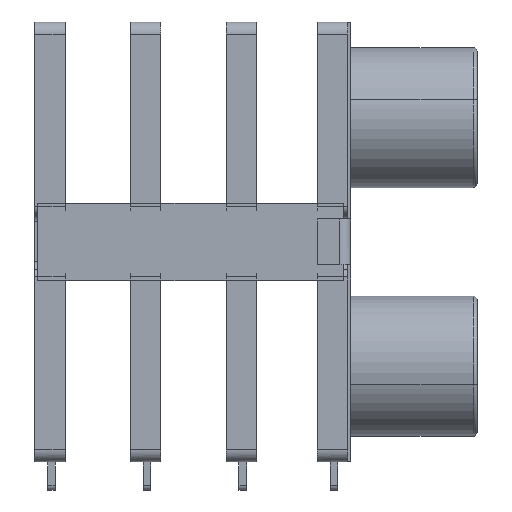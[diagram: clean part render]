
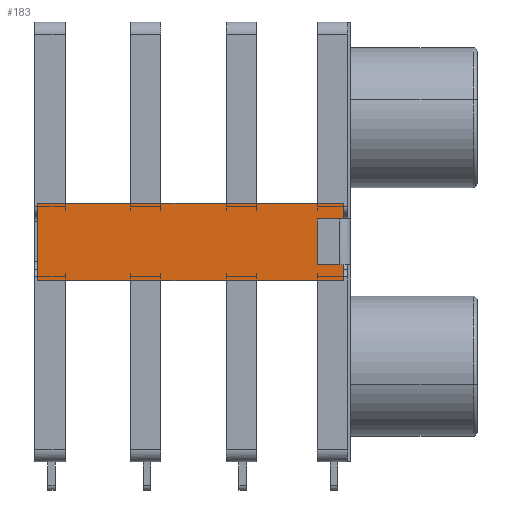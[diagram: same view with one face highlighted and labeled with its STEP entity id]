
A CAD part, front view. The second image highlights one B-rep face of the part: STEP entity #183.
In plain terms, the highlighted planar face has unit normal (0, -1, 0).
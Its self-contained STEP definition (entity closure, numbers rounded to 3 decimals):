
#12=B_SPLINE_CURVE_WITH_KNOTS('',1,(#7182,#7183),.UNSPECIFIED.,.F.,.F.,
(2,2),(0.,20.3),.UNSPECIFIED.);
#16=B_SPLINE_CURVE_WITH_KNOTS('',1,(#7190,#7191),.UNSPECIFIED.,.F.,.F.,
(2,2),(0.,5.134),.UNSPECIFIED.);
#19=B_SPLINE_CURVE_WITH_KNOTS('',1,(#7196,#7197),.UNSPECIFIED.,.F.,.F.,
(2,2),(0.,20.3),.UNSPECIFIED.);
#22=B_SPLINE_CURVE_WITH_KNOTS('',1,(#7202,#7203),.UNSPECIFIED.,.F.,.F.,
(2,2),(0.,5.134),.UNSPECIFIED.);
#183=ADVANCED_FACE('',(#521),#4531,.T.);
#521=FACE_OUTER_BOUND('',#865,.T.);
#865=EDGE_LOOP('',(#1455,#1456,#1457,#1458));
#1455=ORIENTED_EDGE('',*,*,#3149,.F.);
#1456=ORIENTED_EDGE('',*,*,#3146,.F.);
#1457=ORIENTED_EDGE('',*,*,#3143,.F.);
#1458=ORIENTED_EDGE('',*,*,#3139,.F.);
#3139=EDGE_CURVE('',#4011,#4012,#12,.T.);
#3143=EDGE_CURVE('',#4012,#4015,#16,.T.);
#3146=EDGE_CURVE('',#4015,#4017,#19,.T.);
#3149=EDGE_CURVE('',#4017,#4011,#22,.T.);
#4011=VERTEX_POINT('',#7174);
#4012=VERTEX_POINT('',#7175);
#4015=VERTEX_POINT('',#7178);
#4017=VERTEX_POINT('',#7180);
#4531=PLANE('',#5786);
#5786=AXIS2_PLACEMENT_3D('',#7172,#5836,$);
#5836=DIRECTION('',(0.,-1.,0.));
#7172=CARTESIAN_POINT('',(-27.541,66.98,19.542));
#7174=CARTESIAN_POINT('',(-5.199,66.98,13.883));
#7175=CARTESIAN_POINT('',(-25.499,66.98,13.883));
#7178=CARTESIAN_POINT('',(-25.499,66.98,19.017));
#7180=CARTESIAN_POINT('',(-5.199,66.98,19.017));
#7182=CARTESIAN_POINT('',(-5.199,66.98,13.883));
#7183=CARTESIAN_POINT('',(-25.499,66.98,13.883));
#7190=CARTESIAN_POINT('',(-25.499,66.98,13.883));
#7191=CARTESIAN_POINT('',(-25.499,66.98,19.017));
#7196=CARTESIAN_POINT('',(-25.499,66.98,19.017));
#7197=CARTESIAN_POINT('',(-5.199,66.98,19.017));
#7202=CARTESIAN_POINT('',(-5.199,66.98,19.017));
#7203=CARTESIAN_POINT('',(-5.199,66.98,13.883));
